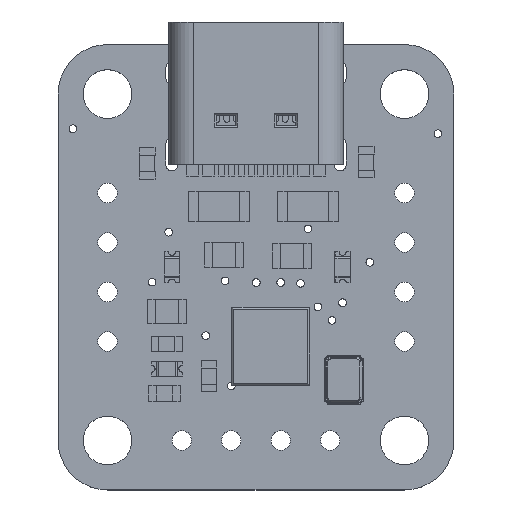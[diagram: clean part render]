
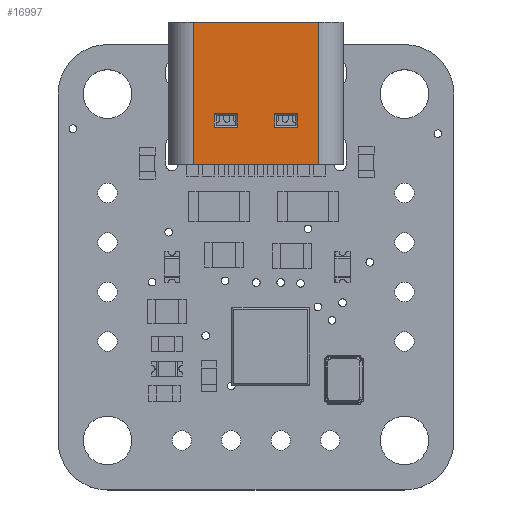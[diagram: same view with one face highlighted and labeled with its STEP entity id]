
A CAD part, top view. The second image highlights one B-rep face of the part: STEP entity #16997.
In plain terms, the highlighted planar face has unit normal (0, 0, 1).
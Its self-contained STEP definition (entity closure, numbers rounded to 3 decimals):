
#277=FACE_BOUND('',#2477,.T.);
#278=FACE_BOUND('',#2478,.T.);
#1469=FACE_OUTER_BOUND('',#2476,.T.);
#2476=EDGE_LOOP('',(#12912,#12913,#12914,#12915));
#2477=EDGE_LOOP('',(#12916,#12917,#12918,#12919));
#2478=EDGE_LOOP('',(#12920,#12921,#12922,#12923));
#3807=LINE('',#26365,#5671);
#3822=LINE('',#26431,#5686);
#3823=LINE('',#26433,#5687);
#3824=LINE('',#26434,#5688);
#3825=LINE('',#26437,#5689);
#3826=LINE('',#26439,#5690);
#3827=LINE('',#26441,#5691);
#3828=LINE('',#26442,#5692);
#3829=LINE('',#26445,#5693);
#3830=LINE('',#26447,#5694);
#3831=LINE('',#26449,#5695);
#3832=LINE('',#26450,#5696);
#5671=VECTOR('',#21495,6.44);
#5686=VECTOR('',#21568,7.3);
#5687=VECTOR('',#21569,6.44);
#5688=VECTOR('',#21570,7.3);
#5689=VECTOR('',#21571,1.2);
#5690=VECTOR('',#21572,0.7);
#5691=VECTOR('',#21573,1.2);
#5692=VECTOR('',#21574,0.7);
#5693=VECTOR('',#21575,1.2);
#5694=VECTOR('',#21576,0.7);
#5695=VECTOR('',#21577,1.2);
#5696=VECTOR('',#21578,0.7);
#7533=VERTEX_POINT('',#26362);
#7534=VERTEX_POINT('',#26364);
#7556=VERTEX_POINT('',#26430);
#7557=VERTEX_POINT('',#26432);
#7558=VERTEX_POINT('',#26435);
#7559=VERTEX_POINT('',#26436);
#7560=VERTEX_POINT('',#26438);
#7561=VERTEX_POINT('',#26440);
#7562=VERTEX_POINT('',#26443);
#7563=VERTEX_POINT('',#26444);
#7564=VERTEX_POINT('',#26446);
#7565=VERTEX_POINT('',#26448);
#9481=EDGE_CURVE('',#7534,#7533,#3807,.T.);
#9517=EDGE_CURVE('',#7533,#7556,#3822,.F.);
#9518=EDGE_CURVE('',#7557,#7556,#3823,.T.);
#9519=EDGE_CURVE('',#7557,#7534,#3824,.T.);
#9520=EDGE_CURVE('',#7558,#7559,#3825,.T.);
#9521=EDGE_CURVE('',#7559,#7560,#3826,.T.);
#9522=EDGE_CURVE('',#7560,#7561,#3827,.T.);
#9523=EDGE_CURVE('',#7561,#7558,#3828,.T.);
#9524=EDGE_CURVE('',#7562,#7563,#3829,.T.);
#9525=EDGE_CURVE('',#7563,#7564,#3830,.T.);
#9526=EDGE_CURVE('',#7564,#7565,#3831,.T.);
#9527=EDGE_CURVE('',#7565,#7562,#3832,.T.);
#12912=ORIENTED_EDGE('',*,*,#9481,.T.);
#12913=ORIENTED_EDGE('',*,*,#9517,.T.);
#12914=ORIENTED_EDGE('',*,*,#9518,.F.);
#12915=ORIENTED_EDGE('',*,*,#9519,.T.);
#12916=ORIENTED_EDGE('',*,*,#9520,.T.);
#12917=ORIENTED_EDGE('',*,*,#9521,.T.);
#12918=ORIENTED_EDGE('',*,*,#9522,.T.);
#12919=ORIENTED_EDGE('',*,*,#9523,.T.);
#12920=ORIENTED_EDGE('',*,*,#9524,.T.);
#12921=ORIENTED_EDGE('',*,*,#9525,.T.);
#12922=ORIENTED_EDGE('',*,*,#9526,.T.);
#12923=ORIENTED_EDGE('',*,*,#9527,.T.);
#15639=PLANE('',#18436);
#16997=ADVANCED_FACE('',(#1469,#277,#278),#15639,.F.);
#18436=AXIS2_PLACEMENT_3D('',#26429,#21566,#21567);
#21495=DIRECTION('',(-1.,0.,0.));
#21566=DIRECTION('center_axis',(0.,0.,-1.));
#21567=DIRECTION('ref_axis',(1.,0.,0.));
#21568=DIRECTION('',(0.,1.,0.));
#21569=DIRECTION('',(-1.,0.,0.));
#21570=DIRECTION('',(0.,1.,0.));
#21571=DIRECTION('',(1.,0.,0.));
#21572=DIRECTION('',(0.,-1.,0.));
#21573=DIRECTION('',(-1.,0.,0.));
#21574=DIRECTION('',(0.,1.,0.));
#21575=DIRECTION('',(1.,0.,0.));
#21576=DIRECTION('',(0.,-1.,0.));
#21577=DIRECTION('',(-1.,0.,0.));
#21578=DIRECTION('',(0.,1.,0.));
#26362=CARTESIAN_POINT('',(-3.22,2.211,3.227));
#26364=CARTESIAN_POINT('',(3.22,2.211,3.227));
#26365=CARTESIAN_POINT('',(3.22,2.211,3.227));
#26429=CARTESIAN_POINT('Origin',(-4.47,-5.089,3.227));
#26430=CARTESIAN_POINT('',(-3.22,-5.089,3.227));
#26431=CARTESIAN_POINT('',(-3.22,-5.089,3.227));
#26432=CARTESIAN_POINT('',(3.22,-5.089,3.227));
#26433=CARTESIAN_POINT('',(3.22,-5.089,3.227));
#26434=CARTESIAN_POINT('',(3.22,-5.089,3.227));
#26435=CARTESIAN_POINT('',(-2.15,0.311,3.227));
#26436=CARTESIAN_POINT('',(-0.95,0.311,3.227));
#26437=CARTESIAN_POINT('',(-2.15,0.311,3.227));
#26438=CARTESIAN_POINT('',(-0.95,-0.389,3.227));
#26439=CARTESIAN_POINT('',(-0.95,0.311,3.227));
#26440=CARTESIAN_POINT('',(-2.15,-0.389,3.227));
#26441=CARTESIAN_POINT('',(-0.95,-0.389,3.227));
#26442=CARTESIAN_POINT('',(-2.15,-0.389,3.227));
#26443=CARTESIAN_POINT('',(0.95,0.311,3.227));
#26444=CARTESIAN_POINT('',(2.15,0.311,3.227));
#26445=CARTESIAN_POINT('',(0.95,0.311,3.227));
#26446=CARTESIAN_POINT('',(2.15,-0.389,3.227));
#26447=CARTESIAN_POINT('',(2.15,0.311,3.227));
#26448=CARTESIAN_POINT('',(0.95,-0.389,3.227));
#26449=CARTESIAN_POINT('',(2.15,-0.389,3.227));
#26450=CARTESIAN_POINT('',(0.95,-0.389,3.227));
